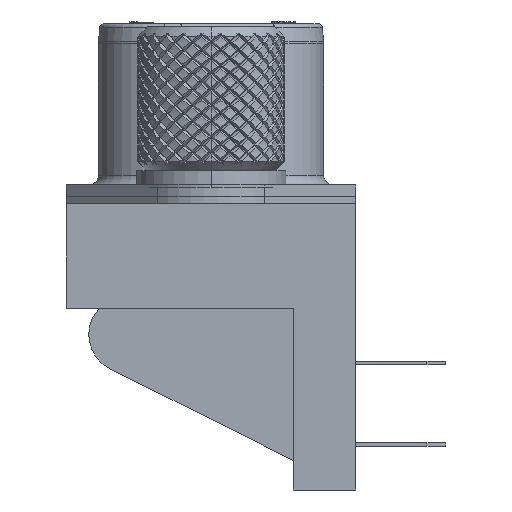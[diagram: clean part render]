
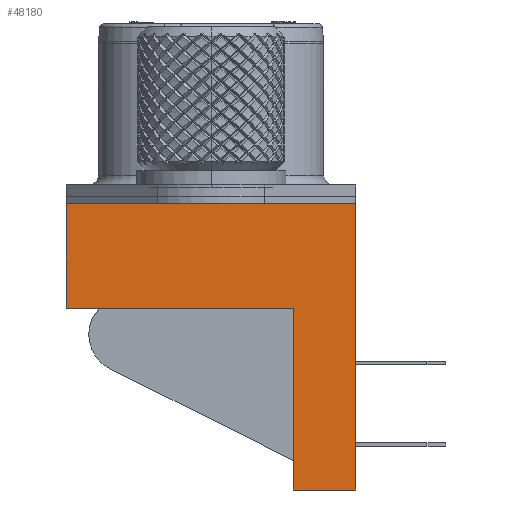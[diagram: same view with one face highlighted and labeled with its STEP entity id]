
A CAD part, left-side view. The second image highlights one B-rep face of the part: STEP entity #48180.
In plain terms, the highlighted planar face has unit normal (-1, 0, 0).
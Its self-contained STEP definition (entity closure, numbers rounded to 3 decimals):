
#4551 = VECTOR ( 'NONE', #96620, 1000. ) ;
#5875 = VECTOR ( 'NONE', #62005, 1000. ) ;
#6586 = LINE ( 'NONE', #45244, #98332 ) ;
#12171 = ORIENTED_EDGE ( 'NONE', *, *, #39889, .T. ) ;
#20888 = EDGE_CURVE ( 'NONE', #58211, #66771, #95325, .T. ) ;
#22112 = ORIENTED_EDGE ( 'NONE', *, *, #51361, .T. ) ;
#22450 = ORIENTED_EDGE ( 'NONE', *, *, #20888, .T. ) ;
#24664 = DIRECTION ( 'NONE',  ( 0., -1., 0. ) ) ;
#27042 = EDGE_CURVE ( 'NONE', #59154, #91125, #6586, .T. ) ;
#27169 = EDGE_CURVE ( 'NONE', #58211, #112456, #35040, .T. ) ;
#35040 = LINE ( 'NONE', #110906, #5875 ) ;
#35655 = VERTEX_POINT ( 'NONE', #57445 ) ;
#38942 = CARTESIAN_POINT ( 'NONE',  ( -27.35, -4.35, 9.6 ) ) ;
#39031 = DIRECTION ( 'NONE',  ( 0., 0., -1. ) ) ;
#39889 = EDGE_CURVE ( 'NONE', #59154, #112456, #64844, .T. ) ;
#45244 = CARTESIAN_POINT ( 'NONE',  ( -27.35, -7.65, 15.1 ) ) ;
#47118 = CARTESIAN_POINT ( 'NONE',  ( -27.35, -4.35, 9.6 ) ) ;
#48180 = ADVANCED_FACE ( 'NONE', ( #60561 ), #50990, .F. ) ;
#49033 = VECTOR ( 'NONE', #123622, 1000. ) ;
#50990 = PLANE ( 'NONE',  #94193 ) ;
#51361 = EDGE_CURVE ( 'NONE', #66771, #35655, #93476, .T. ) ;
#57109 = DIRECTION ( 'NONE',  ( 0., 0., -1. ) ) ;
#57445 = CARTESIAN_POINT ( 'NONE',  ( -27.35, -7.65, 0. ) ) ;
#58211 = VERTEX_POINT ( 'NONE', #38942 ) ;
#59154 = VERTEX_POINT ( 'NONE', #74183 ) ;
#60561 = FACE_OUTER_BOUND ( 'NONE', #77116, .T. ) ;
#62005 = DIRECTION ( 'NONE',  ( 0., 1., 0. ) ) ;
#63444 = EDGE_CURVE ( '??49', #91125, #35655, #73445, .T. ) ;
#63602 = CARTESIAN_POINT ( 'NONE',  ( -27.35, 7.65, 9.6 ) ) ;
#64844 = LINE ( 'NONE', #77568, #85677 ) ;
#66771 = VERTEX_POINT ( 'NONE', #93124 ) ;
#72784 = CARTESIAN_POINT ( 'NONE',  ( -27.35, -7.65, 15.1 ) ) ;
#73445 = LINE ( 'NONE', #72784, #49033 ) ;
#74183 = CARTESIAN_POINT ( 'NONE',  ( -27.35, 7.65, 15.1 ) ) ;
#77116 = EDGE_LOOP ( 'NONE', ( #110896, #22450, #22112, #86431, #97469, #12171 ) ) ;
#77568 = CARTESIAN_POINT ( 'NONE',  ( -27.35, 7.65, 15.1 ) ) ;
#81810 = DIRECTION ( 'NONE',  ( 1., 0., 0. ) ) ;
#85677 = VECTOR ( 'NONE', #39031, 1000. ) ;
#86431 = ORIENTED_EDGE ( 'NONE', *, *, #63444, .F. ) ;
#91125 = VERTEX_POINT ( 'NONE', #94902 ) ;
#91554 = DIRECTION ( 'NONE',  ( 0., -1., 0. ) ) ;
#93124 = CARTESIAN_POINT ( 'NONE',  ( -27.35, -4.35, 0. ) ) ;
#93476 = LINE ( 'NONE', #120513, #114622 ) ;
#94193 = AXIS2_PLACEMENT_3D ( 'NONE', #101750, #81810, #57109 ) ;
#94902 = CARTESIAN_POINT ( 'NONE',  ( -27.35, -7.65, 15.1 ) ) ;
#95325 = LINE ( 'NONE', #47118, #4551 ) ;
#96620 = DIRECTION ( 'NONE',  ( 0., 0., -1. ) ) ;
#97469 = ORIENTED_EDGE ( 'NONE', *, *, #27042, .F. ) ;
#98332 = VECTOR ( 'NONE', #24664, 1000. ) ;
#101750 = CARTESIAN_POINT ( 'NONE',  ( -27.35, -7.65, 15.1 ) ) ;
#110896 = ORIENTED_EDGE ( 'NONE', *, *, #27169, .F. ) ;
#110906 = CARTESIAN_POINT ( 'NONE',  ( -27.35, -4.35, 9.6 ) ) ;
#112456 = VERTEX_POINT ( 'NONE', #63602 ) ;
#114622 = VECTOR ( 'NONE', #91554, 1000. ) ;
#120513 = CARTESIAN_POINT ( 'NONE',  ( -27.35, -7.65, 0. ) ) ;
#123622 = DIRECTION ( 'NONE',  ( 0., 0., -1. ) ) ;
